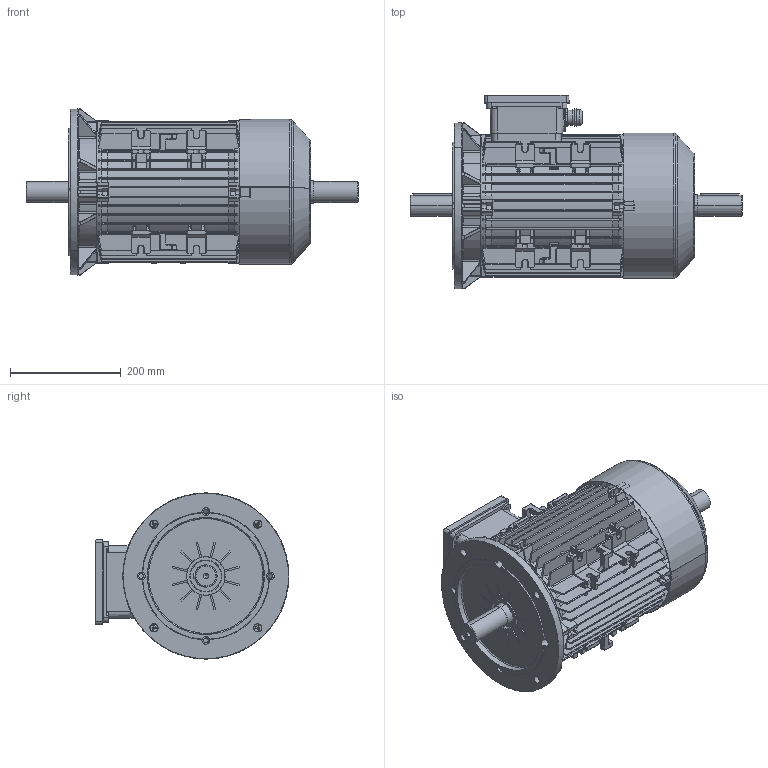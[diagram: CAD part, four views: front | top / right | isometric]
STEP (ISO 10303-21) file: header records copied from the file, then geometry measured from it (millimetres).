
FILE_DESCRIPTION (( 'STEP AP214' ), '1' );
FILE_NAME ('FCA 132M-B5-IC411-2-4-6-8 POLES-LONG VERSION-TB TOP-DOUBLE SHAFT.STEP', '2024-10-10T08:44:32', ( '' ), ( '' ), 'SwSTEP 2.0', 'SolidWorks 2024', '' );
FILE_SCHEMA (( 'AUTOMOTIVE_DESIGN' ));
Length unit declared in the file: millimetre
Products named in the file (14): Guarnizione scatola-coperchio 132; Carcassa 132SM-160T-B3-B5; Copriventola 132M H.130; Scatola morsetti 132; Flangia FC132_Cuscinetto_6208; Gruppo Coprimorsettiera 132; PRESSACAVO M25; Scudo C160MT anteriore; parallel_din_Parallel key A10 x 8 x 70 DIN 6885; FCA 132M-B5-IC411-2-4-6-8 POLES-LONG VERSION-TB TOP-DOUBLE SHAFT; Tappo M25; Albero 132M PACCO 230 SCUDO POST.160T ALTO DIS. A30724; Coperchio scatola morsetti 132; Guarnizione scatola-motore 132
Assembly tree (15 placements, depth 3):
  FCA 132M-B5-IC411-2-4-6-8 POLES-LONG VERSION-TB TOP-DOUBLE SHAFT
    Albero 132M PACCO 230 SCUDO POST.160T ALTO DIS. A30724  x2
    parallel_din_Parallel key A10 x 8 x 70 DIN 6885  x2
    Gruppo Coprimorsettiera 132
      Scatola morsetti 132
      Coperchio scatola morsetti 132
      Guarnizione scatola-motore 132
      PRESSACAVO M25
      Tappo M25
      Guarnizione scatola-coperchio 132
    Copriventola 132M H.130
    Scudo C160MT anteriore
    Flangia FC132_Cuscinetto_6208
    Carcassa 132SM-160T-B3-B5
Bounding box: 600 x 350 x 300 mm (x, y, z)
Volume: 5468239.4 mm3; surface area: 1930050.5 mm2
Topology: 14 solids, 16 shells, 5823 faces, 15526 edges, 9738 vertices
Faces by surface type: plane 2254, cylinder 1560, cone 762, torus 762, bspline 331, sphere 154
Entity records: 198589 total; most frequent: CARTESIAN_POINT 57892, ORIENTED_EDGE 30670, DIRECTION 28163, EDGE_CURVE 15335, AXIS2_PLACEMENT_3D 10329, VERTEX_POINT 9657, VECTOR 7505, LINE 7505
